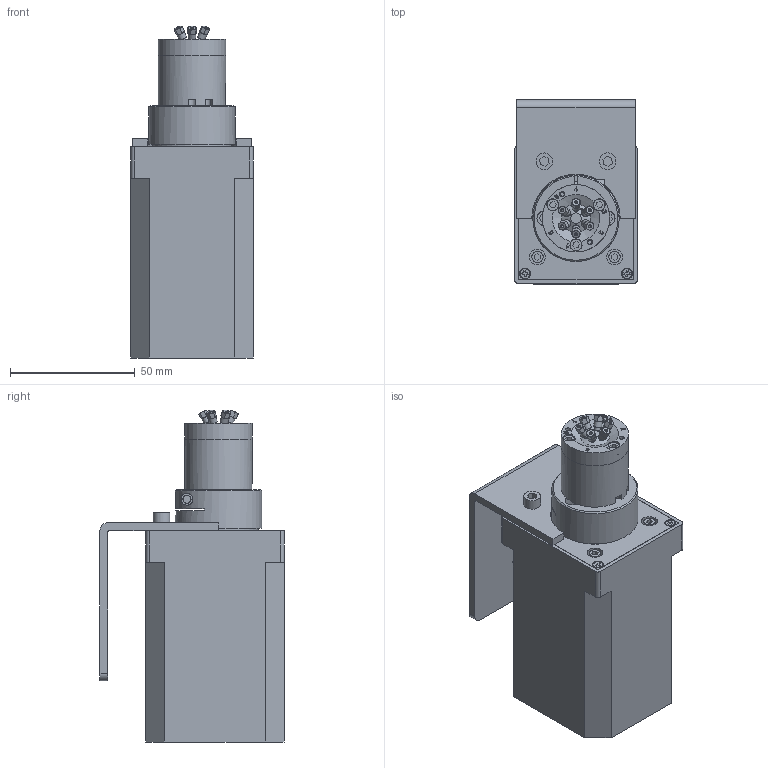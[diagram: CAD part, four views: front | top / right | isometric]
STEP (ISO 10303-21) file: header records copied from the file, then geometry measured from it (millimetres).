
FILE_DESCRIPTION((''),'2;1');
FILE_NAME('313445.stp','2013-08-12T12:21:17',('Franzp'),(''),'Autodesk Inventor 2013','Autodesk Inventor 2013','');
FILE_SCHEMA(('AUTOMOTIVE_DESIGN { 1 0 10303 214 1 1 1 1 }'));
Length unit declared in the file: millimetre
Products named in the file (1): 313445_Shrinkwrap_1
Bounding box: 49.17 x 73.91 x 133.32 mm (x, y, z)
Surface area: 52981.3 mm2 (no closed solid volume)
Topology: 0 solids, 56 shells, 234 faces, 908 edges, 666 vertices
Faces by surface type: plane 169, cylinder 60, cone 5
Full cylindrical faces by diameter (mm): 0.76 x1, 1.016 x6, 2.032 x2, 2.184 x6, 2.95 x2, 3.175 x6, 4.166 x1, 4.32 x2, 4.6 x2, 4.826 x3, 5.78 x1, 5.94 x3, 6.35 x2, 6.7 x2, 16.256 x1, 19.05 x1, 19.075 x1, 27 x2, 31.725 x1, 34.671 x1
Entity records: 9839 total; most frequent: CARTESIAN_POINT 2429, DIRECTION 1356, ORIENTED_EDGE 1196, EDGE_CURVE 834, VERTEX_POINT 642, AXIS2_PLACEMENT_3D 460, VECTOR 436, LINE 436
